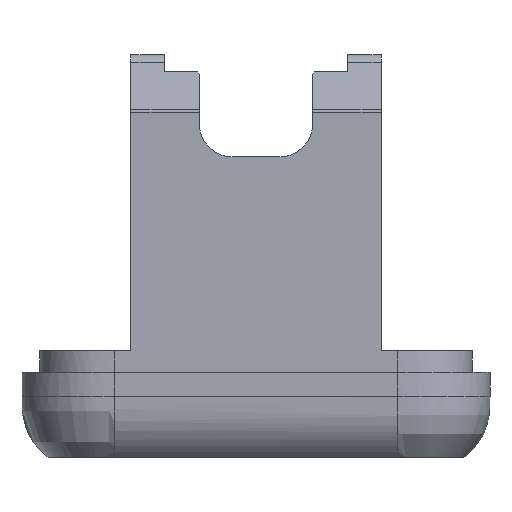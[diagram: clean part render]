
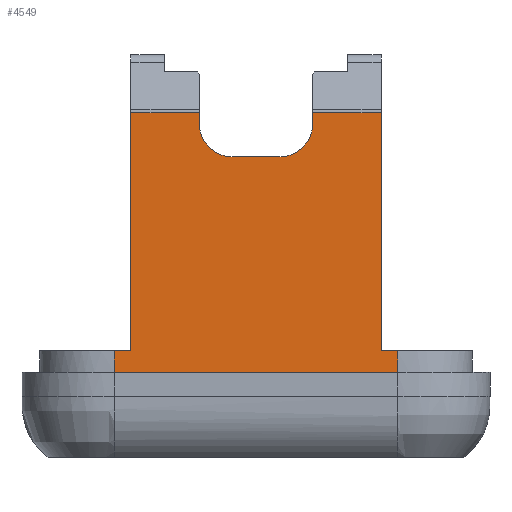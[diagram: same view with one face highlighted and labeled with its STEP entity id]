
A CAD part, front view. The second image highlights one B-rep face of the part: STEP entity #4549.
In plain terms, the highlighted planar face has unit normal (0, -1, 0).
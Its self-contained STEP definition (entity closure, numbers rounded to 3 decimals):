
#221=PLANE('',#4859);
#424=FACE_OUTER_BOUND('',#678,.T.);
#678=EDGE_LOOP('',(#3924,#3925,#3926,#3927,#3928,#3929,#3930,#3931,#3932,
#3933,#3934,#3935,#3936,#3937));
#816=CIRCLE('',#4860,3.);
#817=CIRCLE('',#4861,3.);
#1154=LINE('',#10377,#1679);
#1205=LINE('',#10486,#1730);
#1249=LINE('',#10575,#1774);
#1252=LINE('',#10584,#1777);
#1255=LINE('',#10591,#1780);
#1257=LINE('',#10597,#1782);
#1258=LINE('',#10600,#1783);
#1259=LINE('',#10602,#1784);
#1260=LINE('',#10604,#1785);
#1261=LINE('',#10606,#1786);
#1262=LINE('',#10608,#1787);
#1263=LINE('',#10609,#1788);
#1679=VECTOR('',#5578,10.);
#1730=VECTOR('',#5667,10.);
#1774=VECTOR('',#5757,10.);
#1777=VECTOR('',#5768,10.);
#1780=VECTOR('',#5775,10.);
#1782=VECTOR('',#5781,10.);
#1783=VECTOR('',#5784,10.);
#1784=VECTOR('',#5785,10.);
#1785=VECTOR('',#5786,10.);
#1786=VECTOR('',#5787,10.);
#1787=VECTOR('',#5788,10.);
#1788=VECTOR('',#5789,10.);
#2220=VERTEX_POINT('',#10374);
#2221=VERTEX_POINT('',#10376);
#2259=VERTEX_POINT('',#10483);
#2260=VERTEX_POINT('',#10485);
#2281=VERTEX_POINT('',#10571);
#2284=VERTEX_POINT('',#10583);
#2286=VERTEX_POINT('',#10590);
#2287=VERTEX_POINT('',#10594);
#2288=VERTEX_POINT('',#10596);
#2289=VERTEX_POINT('',#10599);
#2290=VERTEX_POINT('',#10601);
#2291=VERTEX_POINT('',#10603);
#2292=VERTEX_POINT('',#10605);
#2293=VERTEX_POINT('',#10607);
#2762=EDGE_CURVE('',#2220,#2221,#1154,.T.);
#2815=EDGE_CURVE('',#2259,#2260,#1205,.T.);
#2863=EDGE_CURVE('',#2260,#2281,#1249,.T.);
#2867=EDGE_CURVE('',#2221,#2284,#1252,.T.);
#2871=EDGE_CURVE('',#2284,#2286,#1255,.T.);
#2873=EDGE_CURVE('',#2287,#2259,#816,.T.);
#2874=EDGE_CURVE('',#2288,#2287,#1257,.T.);
#2875=EDGE_CURVE('',#2286,#2288,#817,.T.);
#2876=EDGE_CURVE('',#2289,#2220,#1258,.T.);
#2877=EDGE_CURVE('',#2290,#2289,#1259,.T.);
#2878=EDGE_CURVE('',#2291,#2290,#1260,.T.);
#2879=EDGE_CURVE('',#2291,#2292,#1261,.T.);
#2880=EDGE_CURVE('',#2293,#2292,#1262,.T.);
#2881=EDGE_CURVE('',#2281,#2293,#1263,.T.);
#3924=ORIENTED_EDGE('',*,*,#2863,.F.);
#3925=ORIENTED_EDGE('',*,*,#2815,.F.);
#3926=ORIENTED_EDGE('',*,*,#2873,.F.);
#3927=ORIENTED_EDGE('',*,*,#2874,.F.);
#3928=ORIENTED_EDGE('',*,*,#2875,.F.);
#3929=ORIENTED_EDGE('',*,*,#2871,.F.);
#3930=ORIENTED_EDGE('',*,*,#2867,.F.);
#3931=ORIENTED_EDGE('',*,*,#2762,.F.);
#3932=ORIENTED_EDGE('',*,*,#2876,.F.);
#3933=ORIENTED_EDGE('',*,*,#2877,.F.);
#3934=ORIENTED_EDGE('',*,*,#2878,.F.);
#3935=ORIENTED_EDGE('',*,*,#2879,.T.);
#3936=ORIENTED_EDGE('',*,*,#2880,.F.);
#3937=ORIENTED_EDGE('',*,*,#2881,.F.);
#4549=ADVANCED_FACE('',(#424),#221,.T.);
#4859=AXIS2_PLACEMENT_3D('',#10593,#5777,#5778);
#4860=AXIS2_PLACEMENT_3D('',#10595,#5779,#5780);
#4861=AXIS2_PLACEMENT_3D('',#10598,#5782,#5783);
#5578=DIRECTION('',(0.,0.,1.));
#5667=DIRECTION('',(0.,0.,1.));
#5757=DIRECTION('',(1.,0.,0.));
#5768=DIRECTION('',(1.,0.,0.));
#5775=DIRECTION('',(0.,0.,-1.));
#5777=DIRECTION('center_axis',(0.,-1.,0.));
#5778=DIRECTION('ref_axis',(1.,0.,0.));
#5779=DIRECTION('center_axis',(0.,-1.,0.));
#5780=DIRECTION('ref_axis',(1.,0.,0.));
#5781=DIRECTION('',(1.,0.,0.));
#5782=DIRECTION('center_axis',(0.,-1.,0.));
#5783=DIRECTION('ref_axis',(0.,0.,-1.));
#5784=DIRECTION('',(1.,0.,0.));
#5785=DIRECTION('',(0.,0.,1.));
#5786=DIRECTION('',(-1.,0.,0.));
#5787=DIRECTION('',(0.,0.,1.));
#5788=DIRECTION('',(1.,0.,0.));
#5789=DIRECTION('',(0.,0.,-1.));
#10374=CARTESIAN_POINT('',(-11.5,-12.705,9.8));
#10376=CARTESIAN_POINT('',(-11.5,-12.705,31.65));
#10377=CARTESIAN_POINT('',(-11.5,-12.705,22.275));
#10483=CARTESIAN_POINT('',(5.2,-12.705,30.613));
#10485=CARTESIAN_POINT('',(5.2,-12.705,31.65));
#10486=CARTESIAN_POINT('',(5.2,-12.705,33.731));
#10571=CARTESIAN_POINT('',(11.5,-12.705,31.65));
#10575=CARTESIAN_POINT('',(-6.886,-12.705,31.65));
#10583=CARTESIAN_POINT('',(-5.2,-12.705,31.65));
#10584=CARTESIAN_POINT('',(-11.864,-12.705,31.65));
#10590=CARTESIAN_POINT('',(-5.2,-12.705,30.613));
#10591=CARTESIAN_POINT('',(-5.2,-12.705,31.331));
#10593=CARTESIAN_POINT('Origin',(-13.015,-12.705,7.8));
#10594=CARTESIAN_POINT('',(2.2,-12.705,27.613));
#10595=CARTESIAN_POINT('Origin',(2.2,-12.705,30.613));
#10596=CARTESIAN_POINT('',(-2.2,-12.705,27.613));
#10597=CARTESIAN_POINT('',(1.1,-12.705,27.613));
#10598=CARTESIAN_POINT('Origin',(-2.2,-12.705,30.613));
#10599=CARTESIAN_POINT('',(-13.015,-12.705,9.8));
#10600=CARTESIAN_POINT('',(-11.5,-12.705,9.8));
#10601=CARTESIAN_POINT('',(-13.015,-12.705,7.8));
#10602=CARTESIAN_POINT('',(-13.015,-12.705,7.8));
#10603=CARTESIAN_POINT('',(13.015,-12.705,7.8));
#10604=CARTESIAN_POINT('',(-6.507,-12.705,7.8));
#10605=CARTESIAN_POINT('',(13.015,-12.705,9.8));
#10606=CARTESIAN_POINT('',(13.015,-12.705,7.8));
#10607=CARTESIAN_POINT('',(11.5,-12.705,9.8));
#10608=CARTESIAN_POINT('',(-11.5,-12.705,9.8));
#10609=CARTESIAN_POINT('',(11.5,-12.705,29.575));
